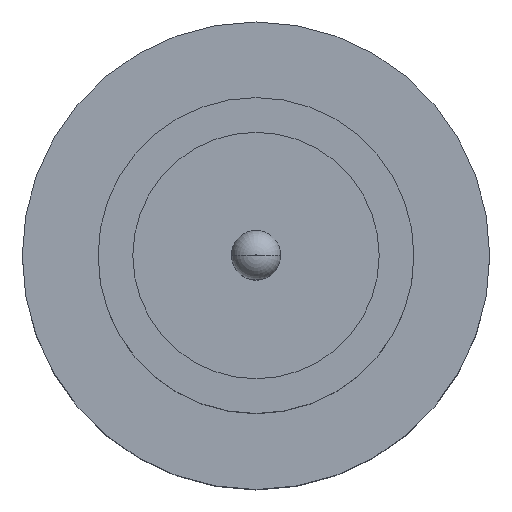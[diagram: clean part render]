
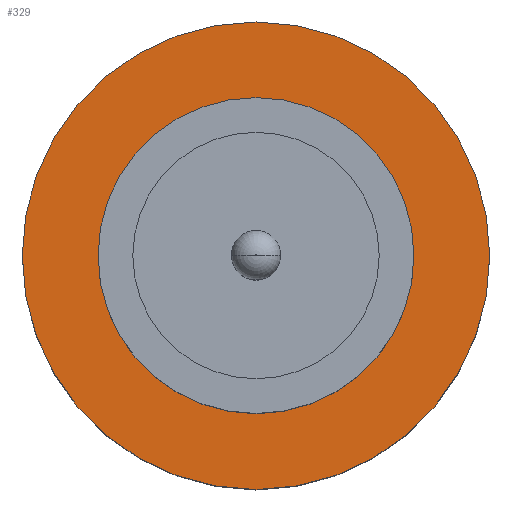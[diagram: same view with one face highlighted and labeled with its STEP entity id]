
A CAD part, top view. The second image highlights one B-rep face of the part: STEP entity #329.
In plain terms, the highlighted planar face has unit normal (0, 0, 1).
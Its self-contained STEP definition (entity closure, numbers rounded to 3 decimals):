
#13 = CARTESIAN_POINT ( 'NONE',  ( 0., 0., 1.55 ) ) ;
#47 = VERTEX_POINT ( 'NONE', #424 ) ;
#99 = CIRCLE ( 'NONE', #317, 1.85 ) ;
#100 = DIRECTION ( 'NONE',  ( 0., 0., 1. ) ) ;
#129 = FACE_BOUND ( 'NONE', #583, .T. ) ;
#151 = VERTEX_POINT ( 'NONE', #787 ) ;
#153 = DIRECTION ( 'NONE',  ( 1., 0., 0. ) ) ;
#154 = EDGE_CURVE ( 'NONE', #151, #683, #358, .T. ) ;
#157 = CARTESIAN_POINT ( 'NONE',  ( 0., 0., 1.55 ) ) ;
#166 = EDGE_CURVE ( 'NONE', #683, #151, #516, .T. ) ;
#177 = ORIENTED_EDGE ( 'NONE', *, *, #154, .F. ) ;
#189 = ORIENTED_EDGE ( 'NONE', *, *, #166, .F. ) ;
#228 = AXIS2_PLACEMENT_3D ( 'NONE', #606, #344, #757 ) ;
#292 = DIRECTION ( 'NONE',  ( 1., 0., 0. ) ) ;
#295 = AXIS2_PLACEMENT_3D ( 'NONE', #13, #710, #292 ) ;
#317 = AXIS2_PLACEMENT_3D ( 'NONE', #803, #460, #577 ) ;
#329 = ADVANCED_FACE ( 'NONE', ( #129, #693 ), #720, .T. ) ;
#338 = EDGE_CURVE ( 'NONE', #47, #852, #99, .T. ) ;
#344 = DIRECTION ( 'NONE',  ( 0., 0., 1. ) ) ;
#358 = CIRCLE ( 'NONE', #295, 1.25 ) ;
#370 = AXIS2_PLACEMENT_3D ( 'NONE', #515, #100, #731 ) ;
#404 = CARTESIAN_POINT ( 'NONE',  ( 1.25, 0., 1.55 ) ) ;
#416 = CARTESIAN_POINT ( 'NONE',  ( -1.85, 0., 1.55 ) ) ;
#424 = CARTESIAN_POINT ( 'NONE',  ( 1.85, 0., 1.55 ) ) ;
#460 = DIRECTION ( 'NONE',  ( 0., 0., 1. ) ) ;
#474 = ORIENTED_EDGE ( 'NONE', *, *, #338, .T. ) ;
#509 = AXIS2_PLACEMENT_3D ( 'NONE', #157, #846, #153 ) ;
#515 = CARTESIAN_POINT ( 'NONE',  ( 0., 0., 1.55 ) ) ;
#516 = CIRCLE ( 'NONE', #509, 1.25 ) ;
#577 = DIRECTION ( 'NONE',  ( 1., 0., 0. ) ) ;
#583 = EDGE_LOOP ( 'NONE', ( #189, #177 ) ) ;
#606 = CARTESIAN_POINT ( 'NONE',  ( 0., 0., 1.55 ) ) ;
#683 = VERTEX_POINT ( 'NONE', #404 ) ;
#693 = FACE_OUTER_BOUND ( 'NONE', #830, .T. ) ;
#710 = DIRECTION ( 'NONE',  ( 0., 0., 1. ) ) ;
#720 = PLANE ( 'NONE',  #370 ) ;
#731 = DIRECTION ( 'NONE',  ( 1., 0., 0. ) ) ;
#757 = DIRECTION ( 'NONE',  ( 1., 0., 0. ) ) ;
#758 = EDGE_CURVE ( 'NONE', #852, #47, #897, .T. ) ;
#787 = CARTESIAN_POINT ( 'NONE',  ( -1.25, 0., 1.55 ) ) ;
#803 = CARTESIAN_POINT ( 'NONE',  ( 0., 0., 1.55 ) ) ;
#822 = ORIENTED_EDGE ( 'NONE', *, *, #758, .T. ) ;
#830 = EDGE_LOOP ( 'NONE', ( #822, #474 ) ) ;
#846 = DIRECTION ( 'NONE',  ( 0., 0., 1. ) ) ;
#852 = VERTEX_POINT ( 'NONE', #416 ) ;
#897 = CIRCLE ( 'NONE', #228, 1.85 ) ;
